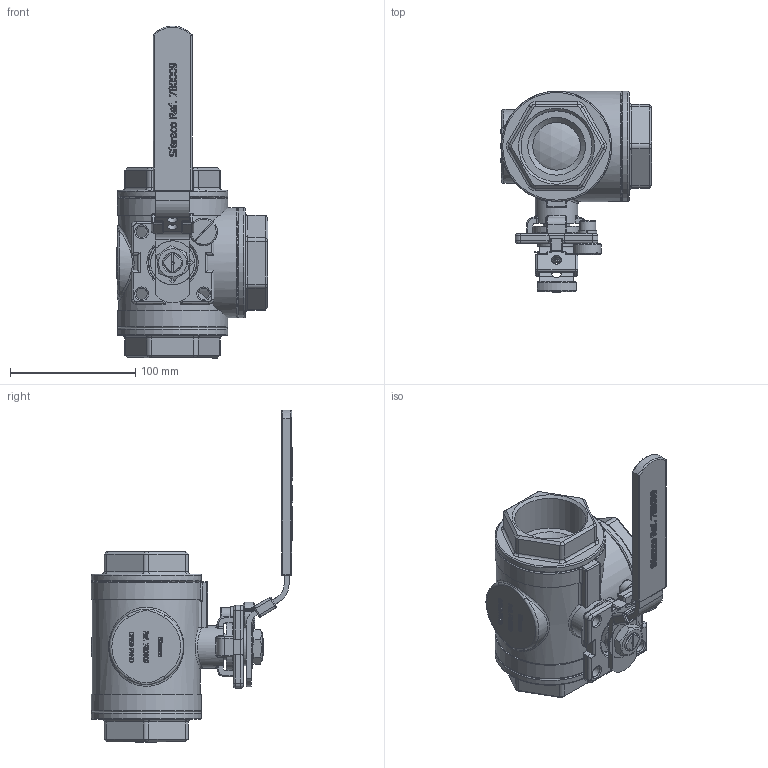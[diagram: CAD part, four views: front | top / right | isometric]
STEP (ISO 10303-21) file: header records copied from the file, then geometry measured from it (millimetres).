
FILE_DESCRIPTION(/* description */ ('780009'),/* implementation_level */ '2;1');
FILE_NAME(/* name */ '780009.stp',/* time_stamp */ '2014-10-23T11:15:09+02:00',/* author */ ('JM'),/* organization */ ('Sferaco'),/* preprocessor_version */ 'ST-DEVELOPER v15.6',/* originating_system */ 'Autodesk Inventor 2015',/* authorisation */ '');
FILE_SCHEMA (('AUTOMOTIVE_DESIGN { 1 0 10303 214 3 1 1 }'));
Products named in the file (1): 780009_bd
Bounding box: 121 x 161 x 265 mm (x, y, z)
Volume: 769533.4 mm3; surface area: 148353.9 mm2
Topology: 1 solids, 3 shells, 1381 faces, 3558 edges, 2231 vertices
Faces by surface type: plane 551, bspline 462, cylinder 250, torus 61, cone 44, sphere 13
Full cylindrical faces by diameter (mm): 2.5 x1, 6.647 x1, 8 x4, 9 x4, 13 x1, 16 x2, 17 x1, 18 x1, 21 x1, 22 x1, 30 x1, 34 x1, 35 x1, 38 x6, 39 x1, 56 x3, 56.656 x3, 69.505 x3, 88 x5
Entity records: 47729 total; most frequent: CARTESIAN_POINT 16224, ORIENTED_EDGE 6846, DIRECTION 4967, EDGE_CURVE 3423, VERTEX_POINT 2194, LINE 1807, VECTOR 1807, AXIS2_PLACEMENT_3D 1580
